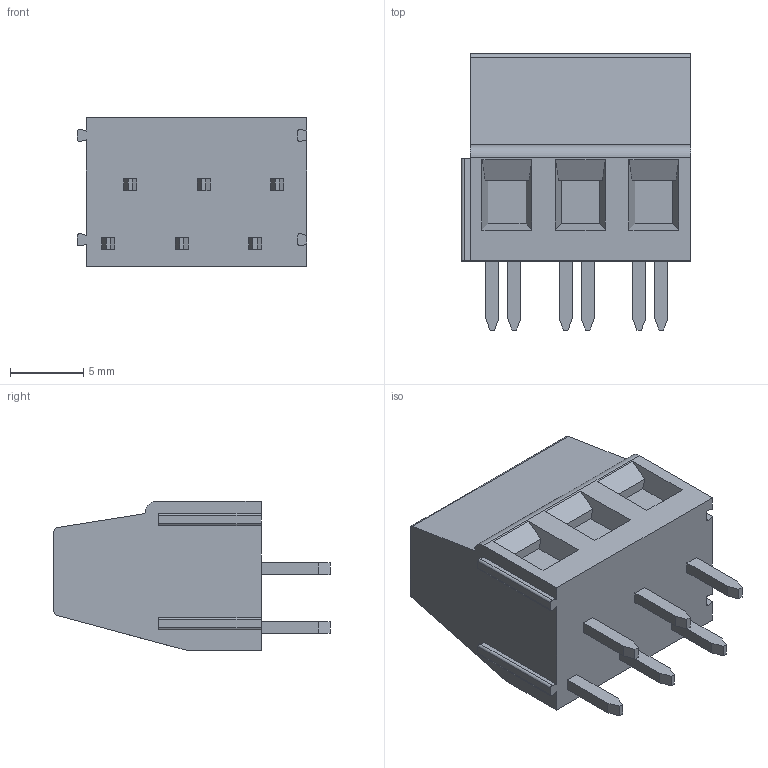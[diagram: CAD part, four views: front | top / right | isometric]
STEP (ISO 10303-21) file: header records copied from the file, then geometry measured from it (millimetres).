
FILE_DESCRIPTION((''),'2;1');
FILE_NAME('WJ128E-500-03P-1YY-00A','2016-10-07T',('QZY'),(''),'CREO PARAMETRIC BY PTC INC, 2014440','CREO PARAMETRIC BY PTC INC, 2014440','');
FILE_SCHEMA(('CONFIG_CONTROL_DESIGN'));
Length unit declared in the file: millimetre
Products named in the file (1): WJ128E-500-03P-1YY-00A
Bounding box: 15.6 x 18.8 x 10.2 mm (x, y, z)
Volume: 1744.4 mm3; surface area: 1361.8 mm2
Topology: 1 solids, 4 shells, 237 faces, 611 edges, 394 vertices
Faces by surface type: plane 160, cylinder 41, cone 18, torus 12, bspline 6
Entity records: 7653 total; most frequent: CARTESIAN_POINT 1473, ORIENTED_EDGE 1222, DIRECTION 1168, EDGE_CURVE 611, VECTOR 470, LINE 470, VERTEX_POINT 394, AXIS2_PLACEMENT_3D 349
